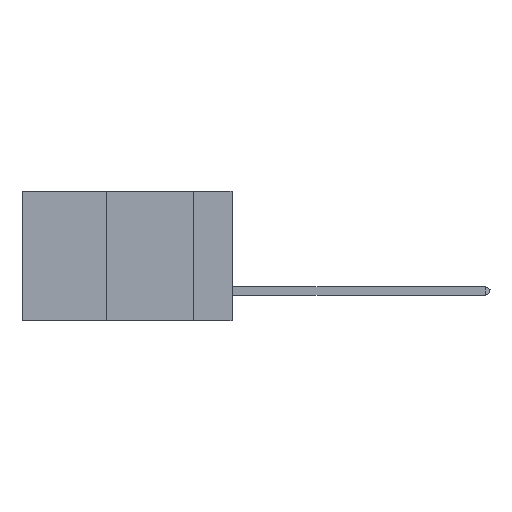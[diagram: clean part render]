
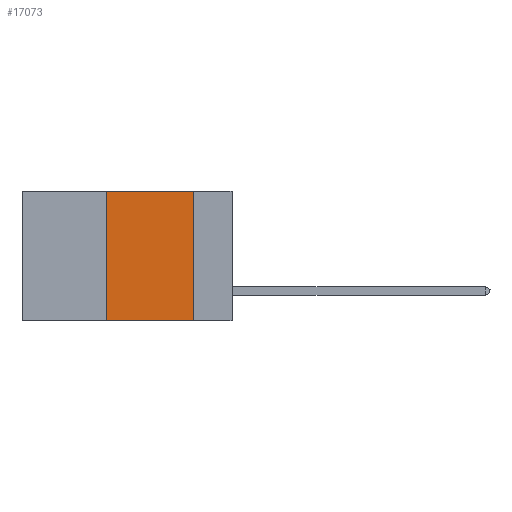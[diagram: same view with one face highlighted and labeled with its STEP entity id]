
A CAD part, left-side view. The second image highlights one B-rep face of the part: STEP entity #17073.
In plain terms, the highlighted planar face has unit normal (-1, 0, 0).
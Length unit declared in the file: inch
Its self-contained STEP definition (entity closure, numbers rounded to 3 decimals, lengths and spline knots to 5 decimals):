
#239 = DIRECTION ( 'NONE',  ( 0., 0., -1. ) ) ;
#308 = LINE ( 'NONE', #16059, #14981 ) ;
#357 = ORIENTED_EDGE ( 'NONE', *, *, #7795, .F. ) ;
#1333 = DIRECTION ( 'NONE',  ( 0., 0., 1. ) ) ;
#1827 = DIRECTION ( 'NONE',  ( 0., -1., 0. ) ) ;
#2613 = CARTESIAN_POINT ( 'NONE',  ( 0., 0.36, 0. ) ) ;
#4066 = CARTESIAN_POINT ( 'NONE',  ( 0., 0.11, -0.37 ) ) ;
#4152 = ORIENTED_EDGE ( 'NONE', *, *, #14996, .T. ) ;
#4500 = EDGE_CURVE ( 'NONE', #12601, #7227, #308, .T. ) ;
#5041 = VERTEX_POINT ( 'NONE', #14261 ) ;
#5848 = DIRECTION ( 'NONE',  ( 0., -1., 0. ) ) ;
#6561 = EDGE_LOOP ( 'NONE', ( #17755, #15454, #357, #4152 ) ) ;
#7227 = VERTEX_POINT ( 'NONE', #19809 ) ;
#7795 = EDGE_CURVE ( 'NONE', #5041, #12601, #15899, .T. ) ;
#8474 = VECTOR ( 'NONE', #239, 39.37008 ) ;
#9755 = CARTESIAN_POINT ( 'NONE',  ( 0., 0.11, 0. ) ) ;
#10164 = VECTOR ( 'NONE', #1333, 39.37008 ) ;
#10252 = DIRECTION ( 'NONE',  ( 1., 0., 0. ) ) ;
#10332 = CARTESIAN_POINT ( 'NONE',  ( 0., 0.36, 0. ) ) ;
#10973 = VERTEX_POINT ( 'NONE', #4066 ) ;
#11911 = AXIS2_PLACEMENT_3D ( 'NONE', #15196, #10252, #18288 ) ;
#12449 = VECTOR ( 'NONE', #5848, 39.37008 ) ;
#12601 = VERTEX_POINT ( 'NONE', #2613 ) ;
#13224 = LINE ( 'NONE', #15376, #12449 ) ;
#14261 = CARTESIAN_POINT ( 'NONE',  ( 0., 0.36, -0.37 ) ) ;
#14981 = VECTOR ( 'NONE', #1827, 39.37008 ) ;
#14996 = EDGE_CURVE ( 'NONE', #5041, #10973, #13224, .T. ) ;
#15196 = CARTESIAN_POINT ( 'NONE',  ( 0., 0.6, 0. ) ) ;
#15376 = CARTESIAN_POINT ( 'NONE',  ( 0., 0.6, -0.37 ) ) ;
#15454 = ORIENTED_EDGE ( 'NONE', *, *, #4500, .F. ) ;
#15766 = EDGE_CURVE ( 'NONE', #7227, #10973, #18146, .T. ) ;
#15899 = LINE ( 'NONE', #10332, #10164 ) ;
#16059 = CARTESIAN_POINT ( 'NONE',  ( 0., 0.6, 0. ) ) ;
#17073 = ADVANCED_FACE ( 'NONE', ( #19571 ), #18093, .F. ) ;
#17755 = ORIENTED_EDGE ( 'NONE', *, *, #15766, .F. ) ;
#18093 = PLANE ( 'NONE',  #11911 ) ;
#18146 = LINE ( 'NONE', #9755, #8474 ) ;
#18288 = DIRECTION ( 'NONE',  ( 0., 0., -1. ) ) ;
#19571 = FACE_OUTER_BOUND ( 'NONE', #6561, .T. ) ;
#19809 = CARTESIAN_POINT ( 'NONE',  ( 0., 0.11, 0. ) ) ;
